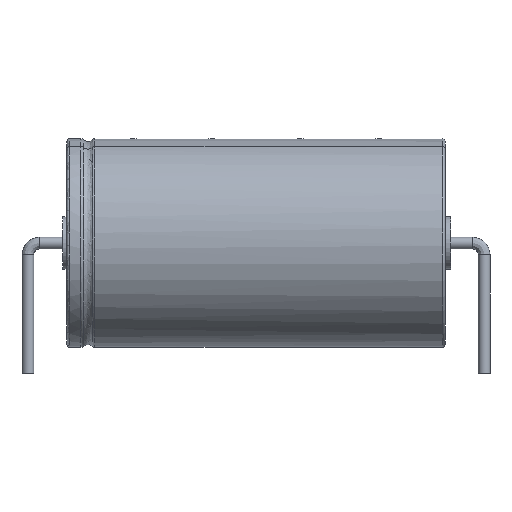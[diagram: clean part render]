
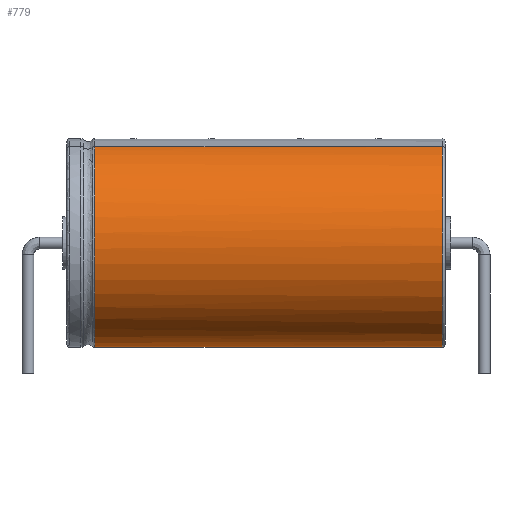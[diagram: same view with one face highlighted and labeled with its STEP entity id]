
A CAD part, front view. The second image highlights one B-rep face of the part: STEP entity #779.
In plain terms, the highlighted cylindrical face has radius 8 mm (diameter 16 mm), a partial arc.
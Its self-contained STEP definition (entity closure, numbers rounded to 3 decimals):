
#139=VERTEX_POINT('',#140);
#140=CARTESIAN_POINT('',(31.8,-3.061,15.391));
#146=EDGE_CURVE('',#147,#139,#149,.T.);
#147=VERTEX_POINT('',#148);
#148=CARTESIAN_POINT('',(5.135,-3.061,15.391));
#149=LINE('',#150,#151);
#150=CARTESIAN_POINT('',(5.,-3.061,15.391));
#151=VECTOR('',#152,1.);
#152=DIRECTION('',(1.,0.,0.));
#208=DIRECTION('',(-1.,0.,0.));
#367=VERTEX_POINT('',#368);
#368=CARTESIAN_POINT('',(31.8,3.061,15.391));
#372=DIRECTION('',(0.,0.383,0.924));
#373=ORIENTED_EDGE('',*,*,#374,.F.);
#374=EDGE_CURVE('',#375,#367,#377,.T.);
#375=VERTEX_POINT('',#376);
#376=CARTESIAN_POINT('',(5.135,3.061,15.391));
#377=LINE('',#378,#151);
#378=CARTESIAN_POINT('',(5.,3.061,15.391));
#705=ORIENTED_EDGE('',*,*,#706,.T.);
#706=EDGE_CURVE('',#375,#147,#707,.T.);
#707=B_SPLINE_CURVE_WITH_KNOTS('',12,(#708,#709,#710,#711,#712,#713,#714,#715,#716,#717,#718,#719,#720,#721,#722,#723,#724,#725,#726,#727,#728,#729,#730,#731,#732,#733,#734,#735,#736,#737,#738,#739,#740,#741,#742),.UNSPECIFIED.,.F.,.F.,(13,11,11,13),(-1.874,0.,43.982,45.856),.UNSPECIFIED.);
#708=CARTESIAN_POINT('',(5.135,1.33,16.108));
#709=CARTESIAN_POINT('',(5.135,1.475,16.048));
#710=CARTESIAN_POINT('',(5.135,1.621,15.988));
#711=CARTESIAN_POINT('',(5.135,1.765,15.928));
#712=CARTESIAN_POINT('',(5.135,1.91,15.868));
#713=CARTESIAN_POINT('',(5.135,2.055,15.808));
#714=CARTESIAN_POINT('',(5.135,2.199,15.748));
#715=CARTESIAN_POINT('',(5.135,2.343,15.689));
#716=CARTESIAN_POINT('',(5.135,2.487,15.629));
#717=CARTESIAN_POINT('',(5.135,2.631,15.569));
#718=CARTESIAN_POINT('',(5.135,2.775,15.51));
#719=CARTESIAN_POINT('',(5.135,2.918,15.45));
#720=CARTESIAN_POINT('',(5.135,6.424,13.998));
#721=CARTESIAN_POINT('',(5.135,9.147,10.914));
#722=CARTESIAN_POINT('',(5.135,10.225,6.463));
#723=CARTESIAN_POINT('',(5.135,8.822,1.689));
#724=CARTESIAN_POINT('',(5.135,5.321,-1.865));
#725=CARTESIAN_POINT('',(5.135,0.,-3.646));
#726=CARTESIAN_POINT('',(5.135,-5.321,-1.865));
#727=CARTESIAN_POINT('',(5.135,-8.822,1.689));
#728=CARTESIAN_POINT('',(5.135,-10.225,6.463));
#729=CARTESIAN_POINT('',(5.135,-9.147,10.914));
#730=CARTESIAN_POINT('',(5.135,-6.424,13.998));
#731=CARTESIAN_POINT('',(5.135,-2.918,15.45));
#732=CARTESIAN_POINT('',(5.135,-2.775,15.51));
#733=CARTESIAN_POINT('',(5.135,-2.631,15.569));
#734=CARTESIAN_POINT('',(5.135,-2.487,15.629));
#735=CARTESIAN_POINT('',(5.135,-2.343,15.689));
#736=CARTESIAN_POINT('',(5.135,-2.199,15.748));
#737=CARTESIAN_POINT('',(5.135,-2.055,15.808));
#738=CARTESIAN_POINT('',(5.135,-1.91,15.868));
#739=CARTESIAN_POINT('',(5.135,-1.765,15.928));
#740=CARTESIAN_POINT('',(5.135,-1.621,15.988));
#741=CARTESIAN_POINT('',(5.135,-1.475,16.048));
#742=CARTESIAN_POINT('',(5.135,-1.33,16.108));
#779=ADVANCED_FACE('',(#780),#788,.T.);
#780=FACE_BOUND('',#781,.F.);
#781=EDGE_LOOP('',(#373,#705,#782,#783));
#782=ORIENTED_EDGE('',*,*,#146,.T.);
#783=ORIENTED_EDGE('',*,*,#784,.F.);
#784=EDGE_CURVE('',#367,#139,#785,.T.);
#785=CIRCLE('',#786,8.);
#786=AXIS2_PLACEMENT_3D('',#787,#208,#372);
#787=CARTESIAN_POINT('',(31.8,0.,8.));
#788=CYLINDRICAL_SURFACE('',#789,8.);
#789=AXIS2_PLACEMENT_3D('',#790,#152,#372);
#790=CARTESIAN_POINT('',(5.,0.,8.));
